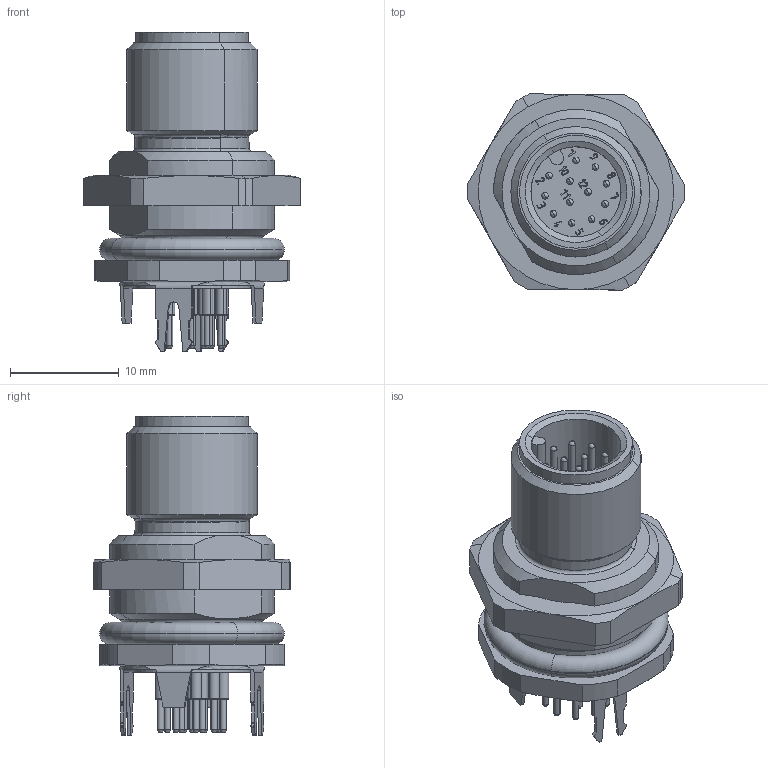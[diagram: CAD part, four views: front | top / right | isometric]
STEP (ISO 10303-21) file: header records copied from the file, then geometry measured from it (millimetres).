
FILE_DESCRIPTION(('CATIA V5 STEP Exchange','CAx-IF Rec.Pracs.--- Model Styling and Organization---1.4--- 2014-01-23'),'2;1');
FILE_NAME ('013893-2_0_1467740000_1467740000.stp','2020-11-19T16:03:06+00:00',('none'),('Weidmueller'),'CATIA Version 5-6 Release 2016 SP3 HF44','CATIA V5 STEP AP214','none');
FILE_SCHEMA(('AUTOMOTIVE_DESIGN { 1 0 10303 214 1 1 1 1 }'));
Length unit declared in the file: millimetre
Products named in the file (1): 1467740000
Bounding box: 20 x 18.06 x 29.45 mm (x, y, z)
Volume: 2966 mm3; surface area: 4014.7 mm2
Topology: 4 solids, 4 shells, 544 faces, 1589 edges, 1064 vertices
Faces by surface type: cylinder 180, plane 152, extrusion 98, cone 76, sphere 24, torus 14
Entity records: 22404 total; most frequent: CARTESIAN_POINT 9125, ORIENTED_EDGE 3082, DIRECTION 1998, EDGE_CURVE 1541, VERTEX_POINT 1064, AXIS2_PLACEMENT_3D 841, VECTOR 719, EDGE_LOOP 635
